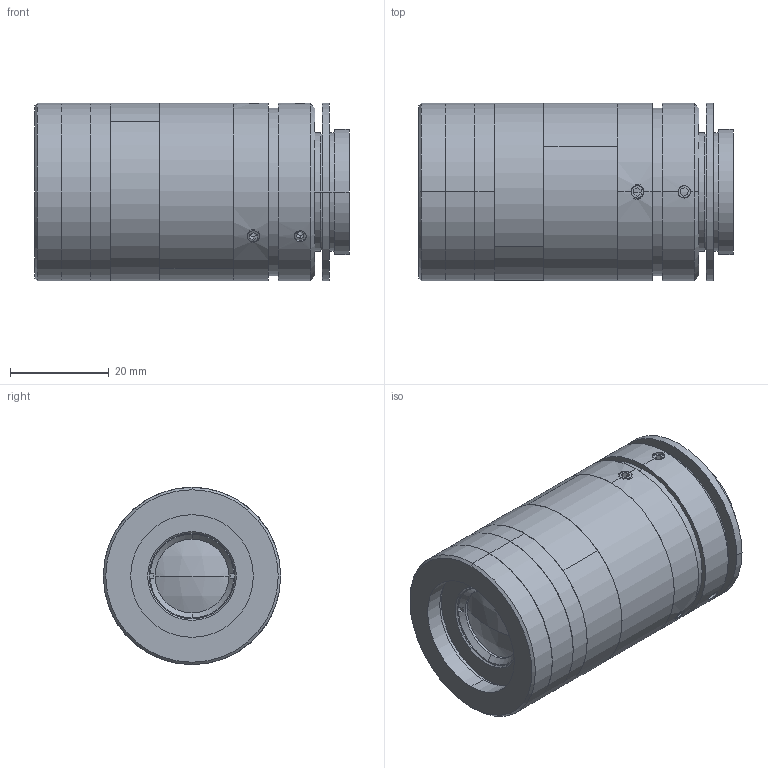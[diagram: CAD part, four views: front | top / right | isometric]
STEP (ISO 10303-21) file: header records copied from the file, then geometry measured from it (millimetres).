
FILE_DESCRIPTION (( 'STEP AP203' ), '1' );
FILE_NAME ('XF-MH055X92-1.1C.STEP', '2024-08-08T02:13:36', ( '' ), ( '' ), 'SwSTEP 2.0', 'SolidWorks 2022', '' );
FILE_SCHEMA (( 'CONFIG_CONTROL_DESIGN' ));
Length unit declared in the file: millimetre
Products named in the file (1): XF-MH055X92-1.1C
Bounding box: 63.82 x 36 x 36 mm (x, y, z)
Surface area: 12876 mm2 (no closed solid volume)
Topology: 0 solids, 18 shells, 139 faces, 402 edges, 265 vertices
Faces by surface type: plane 71, cylinder 42, cone 24, sphere 2
Entity records: 4880 total; most frequent: CARTESIAN_POINT 1153, DIRECTION 816, ORIENTED_EDGE 636, EDGE_CURVE 394, AXIS2_PLACEMENT_3D 304, VERTEX_POINT 265, LINE 208, VECTOR 208
